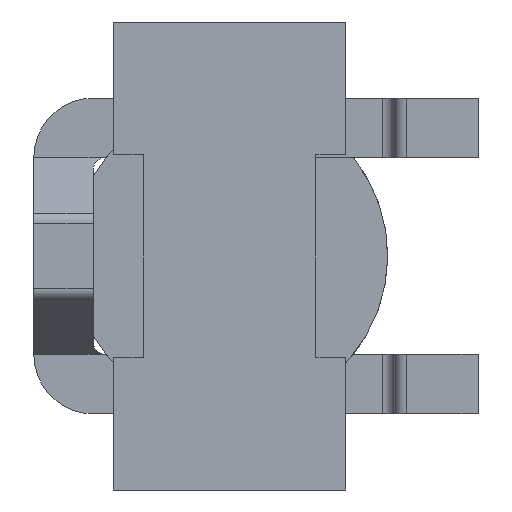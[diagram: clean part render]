
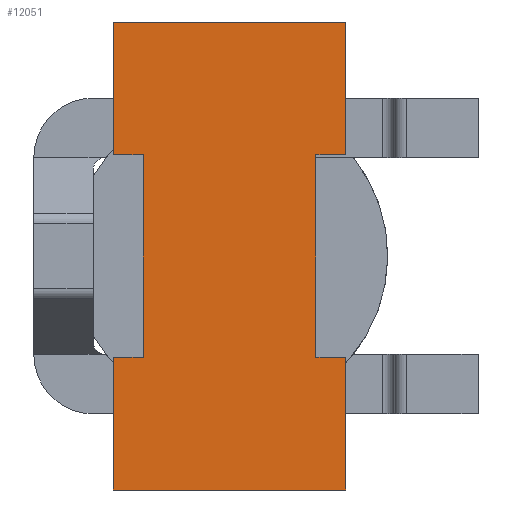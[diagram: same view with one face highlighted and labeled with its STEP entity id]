
A CAD part, front view. The second image highlights one B-rep face of the part: STEP entity #12051.
In plain terms, the highlighted planar face has unit normal (0, 1, 0).
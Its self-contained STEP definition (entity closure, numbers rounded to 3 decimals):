
#30 = CARTESIAN_POINT ( 'NONE',  ( 3.63, 0., -4.265 ) ) ;
#958 = CARTESIAN_POINT ( 'NONE',  ( -3.63, 0., 4.265 ) ) ;
#973 = EDGE_CURVE ( 'NONE', #13078, #1255, #19237, .T. ) ;
#1170 = ORIENTED_EDGE ( 'NONE', *, *, #2222, .T. ) ;
#1255 = VERTEX_POINT ( 'NONE', #6612 ) ;
#1731 = CARTESIAN_POINT ( 'NONE',  ( 4.89, 0., 9.845 ) ) ;
#1838 = ORIENTED_EDGE ( 'NONE', *, *, #18219, .T. ) ;
#2222 = EDGE_CURVE ( 'NONE', #9850, #2750, #7828, .T. ) ;
#2425 = VECTOR ( 'NONE', #10081, 1000. ) ;
#2750 = VERTEX_POINT ( 'NONE', #6900 ) ;
#2844 = LINE ( 'NONE', #8449, #23535 ) ;
#2849 = CARTESIAN_POINT ( 'NONE',  ( 4.89, 0., 9.845 ) ) ;
#3064 = DIRECTION ( 'NONE',  ( 0., 0., 1. ) ) ;
#3200 = DIRECTION ( 'NONE',  ( -1., 0., 0. ) ) ;
#3287 = DIRECTION ( 'NONE',  ( 1., 0., 0. ) ) ;
#3427 = VECTOR ( 'NONE', #9487, 1000. ) ;
#3579 = ORIENTED_EDGE ( 'NONE', *, *, #21440, .F. ) ;
#4643 = EDGE_CURVE ( 'NONE', #21022, #20653, #16916, .T. ) ;
#4825 = EDGE_CURVE ( 'NONE', #21022, #10927, #14002, .T. ) ;
#4962 = EDGE_CURVE ( 'NONE', #10203, #10927, #5139, .T. ) ;
#5054 = ORIENTED_EDGE ( 'NONE', *, *, #973, .T. ) ;
#5139 = LINE ( 'NONE', #20208, #19198 ) ;
#5175 = ORIENTED_EDGE ( 'NONE', *, *, #16202, .F. ) ;
#5269 = CARTESIAN_POINT ( 'NONE',  ( -4.89, 0., 9.845 ) ) ;
#6467 = CARTESIAN_POINT ( 'NONE',  ( -4.89, 0., 4.265 ) ) ;
#6526 = ORIENTED_EDGE ( 'NONE', *, *, #4962, .T. ) ;
#6572 = EDGE_CURVE ( 'NONE', #20653, #22844, #2844, .T. ) ;
#6612 = CARTESIAN_POINT ( 'NONE',  ( 4.89, 0., 4.265 ) ) ;
#6900 = CARTESIAN_POINT ( 'NONE',  ( -4.89, 0., 9.845 ) ) ;
#6932 = VECTOR ( 'NONE', #10531, 1000. ) ;
#7001 = EDGE_LOOP ( 'NONE', ( #5175, #6526, #10935, #10436, #23605, #21220, #3579, #18455, #19258, #1170, #1838, #5054 ) ) ;
#7237 = VERTEX_POINT ( 'NONE', #9846 ) ;
#7813 = CARTESIAN_POINT ( 'NONE',  ( -3.63, 0., -4.265 ) ) ;
#7828 = LINE ( 'NONE', #9256, #10616 ) ;
#8449 = CARTESIAN_POINT ( 'NONE',  ( 4.89, 0., -9.845 ) ) ;
#9105 = LINE ( 'NONE', #5269, #6932 ) ;
#9256 = CARTESIAN_POINT ( 'NONE',  ( -4.89, 0., 9.845 ) ) ;
#9487 = DIRECTION ( 'NONE',  ( 1., 0., 0. ) ) ;
#9520 = CARTESIAN_POINT ( 'NONE',  ( 4.89, 0., 4.265 ) ) ;
#9846 = CARTESIAN_POINT ( 'NONE',  ( -4.89, 0., -4.265 ) ) ;
#9850 = VERTEX_POINT ( 'NONE', #6467 ) ;
#10081 = DIRECTION ( 'NONE',  ( -1., 0., 0. ) ) ;
#10203 = VERTEX_POINT ( 'NONE', #19574 ) ;
#10422 = FACE_OUTER_BOUND ( 'NONE', #7001, .T. ) ;
#10436 = ORIENTED_EDGE ( 'NONE', *, *, #4643, .T. ) ;
#10531 = DIRECTION ( 'NONE',  ( 0., 0., 1. ) ) ;
#10616 = VECTOR ( 'NONE', #11181, 1000. ) ;
#10927 = VERTEX_POINT ( 'NONE', #30 ) ;
#10935 = ORIENTED_EDGE ( 'NONE', *, *, #4825, .F. ) ;
#11100 = LINE ( 'NONE', #9520, #11555 ) ;
#11181 = DIRECTION ( 'NONE',  ( 0., 0., 1. ) ) ;
#11269 = CARTESIAN_POINT ( 'NONE',  ( 4.89, 0., 9.845 ) ) ;
#11555 = VECTOR ( 'NONE', #21957, 1000. ) ;
#12051 = ADVANCED_FACE ( 'NONE', ( #10422 ), #17714, .T. ) ;
#12211 = DIRECTION ( 'NONE',  ( -1., 0., 0. ) ) ;
#12533 = VECTOR ( 'NONE', #13384, 1000. ) ;
#12955 = DIRECTION ( 'NONE',  ( 0., 1., 0. ) ) ;
#13078 = VERTEX_POINT ( 'NONE', #14373 ) ;
#13084 = LINE ( 'NONE', #20358, #3427 ) ;
#13384 = DIRECTION ( 'NONE',  ( 0., 0., -1. ) ) ;
#13997 = EDGE_CURVE ( 'NONE', #9850, #17498, #13084, .T. ) ;
#14002 = LINE ( 'NONE', #21275, #21826 ) ;
#14163 = LINE ( 'NONE', #1731, #15766 ) ;
#14170 = EDGE_CURVE ( 'NONE', #22472, #17498, #21697, .T. ) ;
#14301 = CARTESIAN_POINT ( 'NONE',  ( -3.63, 0., 9.845 ) ) ;
#14373 = CARTESIAN_POINT ( 'NONE',  ( 4.89, 0., 9.845 ) ) ;
#14589 = DIRECTION ( 'NONE',  ( 0., 0., -1. ) ) ;
#14609 = EDGE_CURVE ( 'NONE', #22844, #7237, #9105, .T. ) ;
#14673 = CARTESIAN_POINT ( 'NONE',  ( -4.89, 0., -9.845 ) ) ;
#15124 = CARTESIAN_POINT ( 'NONE',  ( 4.89, 0., 9.845 ) ) ;
#15642 = VECTOR ( 'NONE', #3064, 1000. ) ;
#15766 = VECTOR ( 'NONE', #3287, 1000. ) ;
#16202 = EDGE_CURVE ( 'NONE', #10203, #1255, #11100, .T. ) ;
#16916 = LINE ( 'NONE', #15124, #17633 ) ;
#17255 = CARTESIAN_POINT ( 'NONE',  ( -4.89, 0., -4.265 ) ) ;
#17498 = VERTEX_POINT ( 'NONE', #958 ) ;
#17633 = VECTOR ( 'NONE', #22399, 1000. ) ;
#17714 = PLANE ( 'NONE',  #22085 ) ;
#18219 = EDGE_CURVE ( 'NONE', #2750, #13078, #14163, .T. ) ;
#18455 = ORIENTED_EDGE ( 'NONE', *, *, #14170, .T. ) ;
#19198 = VECTOR ( 'NONE', #14589, 1000. ) ;
#19237 = LINE ( 'NONE', #2849, #12533 ) ;
#19258 = ORIENTED_EDGE ( 'NONE', *, *, #13997, .F. ) ;
#19574 = CARTESIAN_POINT ( 'NONE',  ( 3.63, 0., 4.265 ) ) ;
#19663 = CARTESIAN_POINT ( 'NONE',  ( 4.89, 0., -9.845 ) ) ;
#20208 = CARTESIAN_POINT ( 'NONE',  ( 3.63, 0., 9.845 ) ) ;
#20358 = CARTESIAN_POINT ( 'NONE',  ( -4.89, 0., 4.265 ) ) ;
#20555 = DIRECTION ( 'NONE',  ( 0., 0., 1. ) ) ;
#20653 = VERTEX_POINT ( 'NONE', #19663 ) ;
#21022 = VERTEX_POINT ( 'NONE', #22712 ) ;
#21220 = ORIENTED_EDGE ( 'NONE', *, *, #14609, .T. ) ;
#21275 = CARTESIAN_POINT ( 'NONE',  ( 4.89, 0., -4.265 ) ) ;
#21440 = EDGE_CURVE ( 'NONE', #22472, #7237, #22862, .T. ) ;
#21697 = LINE ( 'NONE', #14301, #15642 ) ;
#21826 = VECTOR ( 'NONE', #12211, 1000. ) ;
#21957 = DIRECTION ( 'NONE',  ( 1., 0., 0. ) ) ;
#22085 = AXIS2_PLACEMENT_3D ( 'NONE', #11269, #12955, #20555 ) ;
#22399 = DIRECTION ( 'NONE',  ( 0., 0., -1. ) ) ;
#22472 = VERTEX_POINT ( 'NONE', #7813 ) ;
#22712 = CARTESIAN_POINT ( 'NONE',  ( 4.89, 0., -4.265 ) ) ;
#22844 = VERTEX_POINT ( 'NONE', #14673 ) ;
#22862 = LINE ( 'NONE', #17255, #2425 ) ;
#23535 = VECTOR ( 'NONE', #3200, 1000. ) ;
#23605 = ORIENTED_EDGE ( 'NONE', *, *, #6572, .T. ) ;
